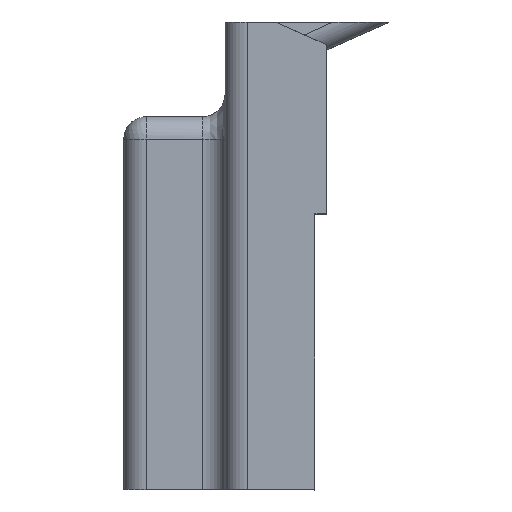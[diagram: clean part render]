
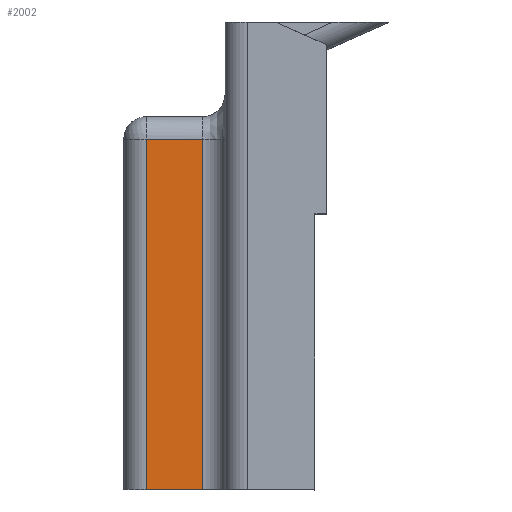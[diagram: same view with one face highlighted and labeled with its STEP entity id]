
A CAD part, top view. The second image highlights one B-rep face of the part: STEP entity #2002.
In plain terms, the highlighted planar face has unit normal (0, 0, 1).
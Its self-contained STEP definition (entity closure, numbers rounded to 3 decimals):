
#104 = PLANE('',#105);
#105 = AXIS2_PLACEMENT_3D('',#106,#107,#108);
#106 = CARTESIAN_POINT('',(-175.003,235.53,
    80.));
#107 = DIRECTION('',(0.,-1.,
    0.));
#108 = DIRECTION('',(0.,0.,1.));
#1398 = VERTEX_POINT('',#1399);
#1399 = CARTESIAN_POINT('',(-167.999,266.672,
    90.));
#1436 = CYLINDRICAL_SURFACE('',#1437,2.);
#1437 = AXIS2_PLACEMENT_3D('',#1438,#1439,#1440);
#1438 = CARTESIAN_POINT('',(-168.001,250.054,
    88.));
#1439 = DIRECTION('',(0.,1.,
    0.));
#1440 = DIRECTION('',(-0.707,0.,0.707)
  );
#1485 = CYLINDRICAL_SURFACE('',#1486,2.);
#1486 = AXIS2_PLACEMENT_3D('',#1487,#1488,#1489);
#1487 = CARTESIAN_POINT('',(-173.001,266.673,
    88.));
#1488 = DIRECTION('',(1.,0.,
    0.));
#1489 = DIRECTION('',(0.,0.707,0.707)
  );
#1503 = VERTEX_POINT('',#1504);
#1504 = CARTESIAN_POINT('',(-168.003,235.529,
    90.));
#1530 = EDGE_CURVE('',#1503,#1398,#1531,.T.);
#1531 = SURFACE_CURVE('',#1532,(#1536,#1543),.PCURVE_S1.);
#1532 = LINE('',#1533,#1534);
#1533 = CARTESIAN_POINT('',(-168.001,250.054,
    90.));
#1534 = VECTOR('',#1535,1.);
#1535 = DIRECTION('',(0.,1.,
    0.));
#1536 = PCURVE('',#1436,#1537);
#1537 = DEFINITIONAL_REPRESENTATION('',(#1538),#1542);
#1538 = LINE('',#1539,#1540);
#1539 = CARTESIAN_POINT('',(7.069,0.));
#1540 = VECTOR('',#1541,1.);
#1541 = DIRECTION('',(0.,1.));
#1542 = ( GEOMETRIC_REPRESENTATION_CONTEXT(2) 
PARAMETRIC_REPRESENTATION_CONTEXT() REPRESENTATION_CONTEXT('2D SPACE',''
  ) );
#1543 = PCURVE('',#1544,#1549);
#1544 = PLANE('',#1545);
#1545 = AXIS2_PLACEMENT_3D('',#1546,#1547,#1548);
#1546 = CARTESIAN_POINT('',(-175.001,250.055,
    90.));
#1547 = DIRECTION('',(0.,0.,1.));
#1548 = DIRECTION('',(-1.,0.,
    0.));
#1549 = DEFINITIONAL_REPRESENTATION('',(#1550),#1554);
#1550 = LINE('',#1551,#1552);
#1551 = CARTESIAN_POINT('',(-7.,0.));
#1552 = VECTOR('',#1553,1.);
#1553 = DIRECTION('',(0.,-1.));
#1554 = ( GEOMETRIC_REPRESENTATION_CONTEXT(2) 
PARAMETRIC_REPRESENTATION_CONTEXT() REPRESENTATION_CONTEXT('2D SPACE',''
  ) );
#1589 = VERTEX_POINT('',#1590);
#1590 = CARTESIAN_POINT('',(-163.004,266.67,
    90.));
#1654 = CYLINDRICAL_SURFACE('',#1655,2.);
#1655 = AXIS2_PLACEMENT_3D('',#1656,#1657,#1658);
#1656 = CARTESIAN_POINT('',(-163.004,258.014,
    92.));
#1657 = DIRECTION('',(0.,-1.,0.));
#1658 = DIRECTION('',(0.707,0.,-0.707
    ));
#1718 = EDGE_CURVE('',#1589,#1719,#1721,.T.);
#1719 = VERTEX_POINT('',#1720);
#1720 = CARTESIAN_POINT('',(-163.004,235.528,
    90.));
#1721 = SURFACE_CURVE('',#1722,(#1726,#1733),.PCURVE_S1.);
#1722 = LINE('',#1723,#1724);
#1723 = CARTESIAN_POINT('',(-163.004,258.014,
    90.));
#1724 = VECTOR('',#1725,1.);
#1725 = DIRECTION('',(0.,-1.,0.));
#1726 = PCURVE('',#1654,#1727);
#1727 = DEFINITIONAL_REPRESENTATION('',(#1728),#1732);
#1728 = LINE('',#1729,#1730);
#1729 = CARTESIAN_POINT('',(5.498,0.));
#1730 = VECTOR('',#1731,1.);
#1731 = DIRECTION('',(0.,1.));
#1732 = ( GEOMETRIC_REPRESENTATION_CONTEXT(2) 
PARAMETRIC_REPRESENTATION_CONTEXT() REPRESENTATION_CONTEXT('2D SPACE',''
  ) );
#1733 = PCURVE('',#1544,#1734);
#1734 = DEFINITIONAL_REPRESENTATION('',(#1735),#1739);
#1735 = LINE('',#1736,#1737);
#1736 = CARTESIAN_POINT('',(-11.996,-7.961));
#1737 = VECTOR('',#1738,1.);
#1738 = DIRECTION('',(0.,1.));
#1739 = ( GEOMETRIC_REPRESENTATION_CONTEXT(2) 
PARAMETRIC_REPRESENTATION_CONTEXT() REPRESENTATION_CONTEXT('2D SPACE',''
  ) );
#1859 = EDGE_CURVE('',#1398,#1589,#1860,.T.);
#1860 = SURFACE_CURVE('',#1861,(#1865,#1872),.PCURVE_S1.);
#1861 = LINE('',#1862,#1863);
#1862 = CARTESIAN_POINT('',(-173.001,266.673,
    90.));
#1863 = VECTOR('',#1864,1.);
#1864 = DIRECTION('',(1.,0.,
    0.));
#1865 = PCURVE('',#1485,#1866);
#1866 = DEFINITIONAL_REPRESENTATION('',(#1867),#1871);
#1867 = LINE('',#1868,#1869);
#1868 = CARTESIAN_POINT('',(0.785,0.));
#1869 = VECTOR('',#1870,1.);
#1870 = DIRECTION('',(0.,1.));
#1871 = ( GEOMETRIC_REPRESENTATION_CONTEXT(2) 
PARAMETRIC_REPRESENTATION_CONTEXT() REPRESENTATION_CONTEXT('2D SPACE',''
  ) );
#1872 = PCURVE('',#1544,#1873);
#1873 = DEFINITIONAL_REPRESENTATION('',(#1874),#1878);
#1874 = LINE('',#1875,#1876);
#1875 = CARTESIAN_POINT('',(-1.998,-16.618));
#1876 = VECTOR('',#1877,1.);
#1877 = DIRECTION('',(-1.,0.));
#1878 = ( GEOMETRIC_REPRESENTATION_CONTEXT(2) 
PARAMETRIC_REPRESENTATION_CONTEXT() REPRESENTATION_CONTEXT('2D SPACE',''
  ) );
#2002 = ADVANCED_FACE('',(#2003),#1544,.T.);
#2003 = FACE_BOUND('',#2004,.T.);
#2004 = EDGE_LOOP('',(#2005,#2006,#2007,#2008));
#2005 = ORIENTED_EDGE('',*,*,#1718,.F.);
#2006 = ORIENTED_EDGE('',*,*,#1859,.F.);
#2007 = ORIENTED_EDGE('',*,*,#1530,.F.);
#2008 = ORIENTED_EDGE('',*,*,#2009,.T.);
#2009 = EDGE_CURVE('',#1503,#1719,#2010,.T.);
#2010 = SURFACE_CURVE('',#2011,(#2015,#2022),.PCURVE_S1.);
#2011 = LINE('',#2012,#2013);
#2012 = CARTESIAN_POINT('',(-175.003,235.53,
    90.));
#2013 = VECTOR('',#2014,1.);
#2014 = DIRECTION('',(1.,0.,
    0.));
#2015 = PCURVE('',#1544,#2016);
#2016 = DEFINITIONAL_REPRESENTATION('',(#2017),#2021);
#2017 = LINE('',#2018,#2019);
#2018 = CARTESIAN_POINT('',(0.,14.525));
#2019 = VECTOR('',#2020,1.);
#2020 = DIRECTION('',(-1.,0.));
#2021 = ( GEOMETRIC_REPRESENTATION_CONTEXT(2) 
PARAMETRIC_REPRESENTATION_CONTEXT() REPRESENTATION_CONTEXT('2D SPACE',''
  ) );
#2022 = PCURVE('',#104,#2023);
#2023 = DEFINITIONAL_REPRESENTATION('',(#2024),#2028);
#2024 = LINE('',#2025,#2026);
#2025 = CARTESIAN_POINT('',(10.,0.));
#2026 = VECTOR('',#2027,1.);
#2027 = DIRECTION('',(0.,-1.));
#2028 = ( GEOMETRIC_REPRESENTATION_CONTEXT(2) 
PARAMETRIC_REPRESENTATION_CONTEXT() REPRESENTATION_CONTEXT('2D SPACE',''
  ) );
